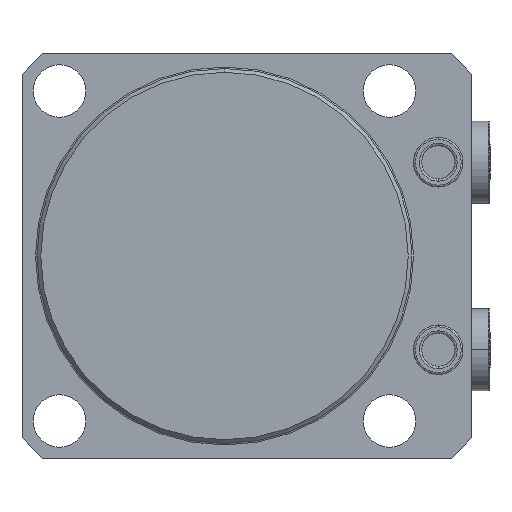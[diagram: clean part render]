
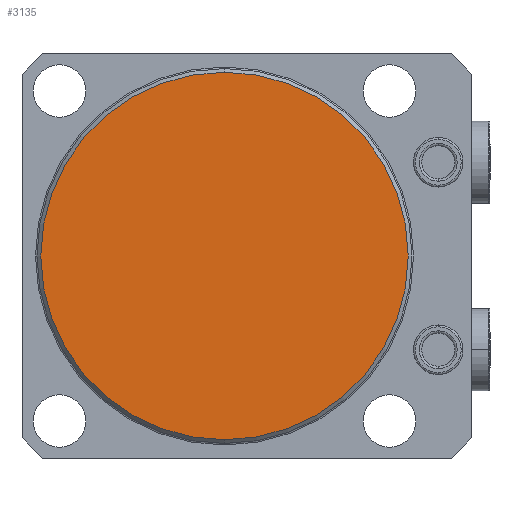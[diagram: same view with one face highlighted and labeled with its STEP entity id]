
A CAD part, front view. The second image highlights one B-rep face of the part: STEP entity #3135.
In plain terms, the highlighted planar face has unit normal (0, -1, 0).
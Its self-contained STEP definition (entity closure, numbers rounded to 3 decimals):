
#534 = VERTEX_POINT ( 'NONE', #2225 ) ;
#544 = VERTEX_POINT ( 'NONE', #2112 ) ;
#1082 = EDGE_CURVE ( 'NONE', #544, #534, #6474, .T. ) ;
#1091 = DIRECTION ( 'NONE',  ( 0., 0., 1. ) ) ;
#1305 = EDGE_CURVE ( 'NONE', #534, #544, #6658, .T. ) ;
#1621 = CARTESIAN_POINT ( 'NONE',  ( 0., -65., 0. ) ) ;
#1730 = PLANE ( 'NONE',  #2393 ) ;
#1782 = DIRECTION ( 'NONE',  ( 0., 1., 0. ) ) ;
#2112 = CARTESIAN_POINT ( 'NONE',  ( 0., -65., 49. ) ) ;
#2225 = CARTESIAN_POINT ( 'NONE',  ( 0., -65., -49. ) ) ;
#2374 = AXIS2_PLACEMENT_3D ( 'NONE', #7539, #7538, #7560 ) ;
#2393 = AXIS2_PLACEMENT_3D ( 'NONE', #1621, #1782, #1091 ) ;
#2709 = AXIS2_PLACEMENT_3D ( 'NONE', #7807, #7806, #7805 ) ;
#3135 = ADVANCED_FACE ( 'NONE', ( #7138 ), #1730, .F. ) ;
#3910 = EDGE_LOOP ( 'NONE', ( #5295, #5298 ) ) ;
#5295 = ORIENTED_EDGE ( 'NONE', *, *, #1082, .T. ) ;
#5298 = ORIENTED_EDGE ( 'NONE', *, *, #1305, .T. ) ;
#6474 = CIRCLE ( 'NONE', #2709, 49. ) ;
#6658 = CIRCLE ( 'NONE', #2374, 49. ) ;
#7138 = FACE_OUTER_BOUND ( 'NONE', #3910, .T. ) ;
#7538 = DIRECTION ( 'NONE',  ( 0., -1., 0. ) ) ;
#7539 = CARTESIAN_POINT ( 'NONE',  ( 0., -65., 0. ) ) ;
#7560 = DIRECTION ( 'NONE',  ( 0., 0., 1. ) ) ;
#7805 = DIRECTION ( 'NONE',  ( 0., 0., 1. ) ) ;
#7806 = DIRECTION ( 'NONE',  ( 0., -1., 0. ) ) ;
#7807 = CARTESIAN_POINT ( 'NONE',  ( 0., -65., 0. ) ) ;
